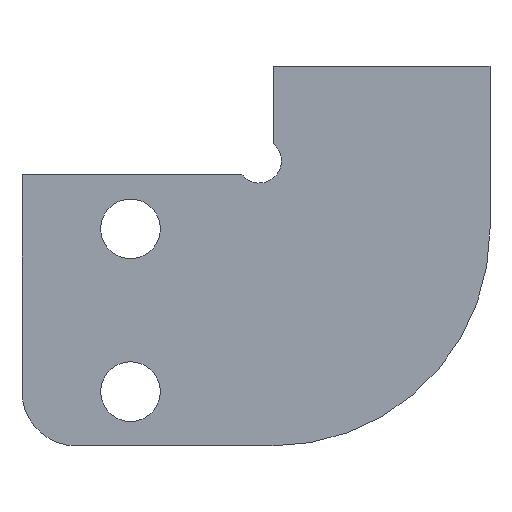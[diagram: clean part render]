
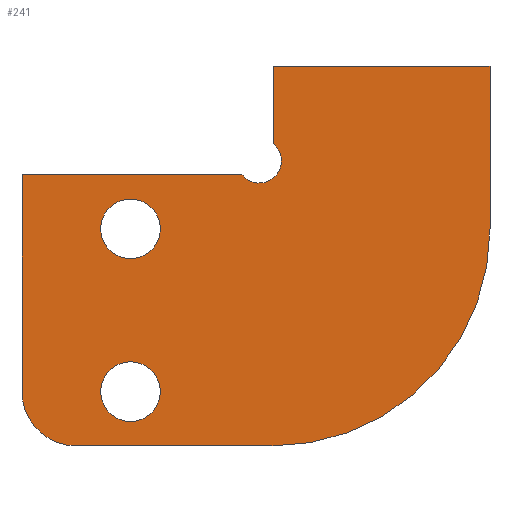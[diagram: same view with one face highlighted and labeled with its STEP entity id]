
A CAD part, front view. The second image highlights one B-rep face of the part: STEP entity #241.
In plain terms, the highlighted planar face has unit normal (0, -1, 0).
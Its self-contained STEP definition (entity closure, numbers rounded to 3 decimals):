
#15=FACE_BOUND('',#43,.T.);
#16=FACE_BOUND('',#44,.T.);
#20=PLANE('',#270);
#29=FACE_OUTER_BOUND('',#42,.T.);
#42=EDGE_LOOP('',(#176,#177,#178,#179,#180,#181,#182,#183,#184));
#43=EDGE_LOOP('',(#185));
#44=EDGE_LOOP('',(#186));
#58=CIRCLE('',#268,2.05);
#59=CIRCLE('',#271,5.);
#60=CIRCLE('',#272,20.);
#61=CIRCLE('',#273,2.75);
#62=CIRCLE('',#274,2.75);
#69=LINE('',#372,#92);
#72=LINE('',#378,#95);
#73=LINE('',#380,#96);
#74=LINE('',#384,#97);
#75=LINE('',#388,#98);
#76=LINE('',#389,#99);
#92=VECTOR('',#301,10.);
#95=VECTOR('',#306,10.);
#96=VECTOR('',#307,10.);
#97=VECTOR('',#310,10.);
#98=VECTOR('',#313,10.);
#99=VECTOR('',#314,10.);
#114=VERTEX_POINT('',#363);
#116=VERTEX_POINT('',#367);
#117=VERTEX_POINT('',#371);
#119=VERTEX_POINT('',#377);
#120=VERTEX_POINT('',#379);
#121=VERTEX_POINT('',#381);
#122=VERTEX_POINT('',#383);
#123=VERTEX_POINT('',#385);
#124=VERTEX_POINT('',#387);
#125=VERTEX_POINT('',#390);
#126=VERTEX_POINT('',#392);
#138=EDGE_CURVE('',#114,#116,#58,.T.);
#139=EDGE_CURVE('',#114,#117,#69,.T.);
#142=EDGE_CURVE('',#119,#116,#72,.T.);
#143=EDGE_CURVE('',#120,#119,#73,.T.);
#144=EDGE_CURVE('',#121,#120,#59,.T.);
#145=EDGE_CURVE('',#122,#121,#74,.T.);
#146=EDGE_CURVE('',#123,#122,#60,.T.);
#147=EDGE_CURVE('',#123,#124,#75,.T.);
#148=EDGE_CURVE('',#117,#124,#76,.T.);
#149=EDGE_CURVE('',#125,#125,#61,.T.);
#150=EDGE_CURVE('',#126,#126,#62,.T.);
#176=ORIENTED_EDGE('',*,*,#138,.T.);
#177=ORIENTED_EDGE('',*,*,#142,.F.);
#178=ORIENTED_EDGE('',*,*,#143,.F.);
#179=ORIENTED_EDGE('',*,*,#144,.F.);
#180=ORIENTED_EDGE('',*,*,#145,.F.);
#181=ORIENTED_EDGE('',*,*,#146,.F.);
#182=ORIENTED_EDGE('',*,*,#147,.T.);
#183=ORIENTED_EDGE('',*,*,#148,.F.);
#184=ORIENTED_EDGE('',*,*,#139,.F.);
#185=ORIENTED_EDGE('',*,*,#149,.T.);
#186=ORIENTED_EDGE('',*,*,#150,.T.);
#241=ADVANCED_FACE('',(#29,#15,#16),#20,.T.);
#268=AXIS2_PLACEMENT_3D('',#369,#297,#298);
#270=AXIS2_PLACEMENT_3D('',#376,#304,#305);
#271=AXIS2_PLACEMENT_3D('',#382,#308,#309);
#272=AXIS2_PLACEMENT_3D('',#386,#311,#312);
#273=AXIS2_PLACEMENT_3D('',#391,#315,#316);
#274=AXIS2_PLACEMENT_3D('',#393,#317,#318);
#297=DIRECTION('center_axis',(0.,1.,0.));
#298=DIRECTION('ref_axis',(0.,0.,1.));
#301=DIRECTION('',(0.,0.,1.));
#304=DIRECTION('center_axis',(0.,-1.,0.));
#305=DIRECTION('ref_axis',(1.,0.,0.));
#306=DIRECTION('',(1.,0.,0.));
#307=DIRECTION('',(0.,0.,1.));
#308=DIRECTION('center_axis',(0.,1.,0.));
#309=DIRECTION('ref_axis',(-0.707,0.,-0.707));
#310=DIRECTION('',(-1.,0.,0.));
#311=DIRECTION('center_axis',(0.,1.,0.));
#312=DIRECTION('ref_axis',(0.707,0.,-0.707));
#313=DIRECTION('',(0.,0.,1.));
#314=DIRECTION('',(1.,0.,0.));
#315=DIRECTION('center_axis',(0.,1.,0.));
#316=DIRECTION('ref_axis',(0.,0.,-1.));
#317=DIRECTION('center_axis',(0.,1.,0.));
#318=DIRECTION('ref_axis',(0.,0.,-1.));
#363=CARTESIAN_POINT('',(21.134,0.,27.88));
#367=CARTESIAN_POINT('',(18.254,0.,25.));
#369=CARTESIAN_POINT('Origin',(19.861,0.,26.273));
#371=CARTESIAN_POINT('',(21.134,0.,35.));
#372=CARTESIAN_POINT('',(21.134,0.,25.));
#376=CARTESIAN_POINT('Origin',(-2.,0.,0.));
#377=CARTESIAN_POINT('',(-2.,0.,25.));
#378=CARTESIAN_POINT('',(0.,0.,25.));
#379=CARTESIAN_POINT('',(-2.,0.,5.));
#380=CARTESIAN_POINT('',(-2.,0.,0.));
#381=CARTESIAN_POINT('',(3.,0.,0.));
#382=CARTESIAN_POINT('Origin',(3.,0.,5.));
#383=CARTESIAN_POINT('',(21.134,0.,0.));
#384=CARTESIAN_POINT('',(0.,0.,0.));
#385=CARTESIAN_POINT('',(41.134,0.,20.));
#386=CARTESIAN_POINT('Origin',(21.134,0.,20.));
#387=CARTESIAN_POINT('',(41.134,0.,35.));
#388=CARTESIAN_POINT('',(41.134,0.,0.));
#389=CARTESIAN_POINT('',(-2.,0.,35.));
#390=CARTESIAN_POINT('',(8.,0.,7.75));
#391=CARTESIAN_POINT('Origin',(8.,0.,5.));
#392=CARTESIAN_POINT('',(8.,0.,22.75));
#393=CARTESIAN_POINT('Origin',(8.,0.,20.));
